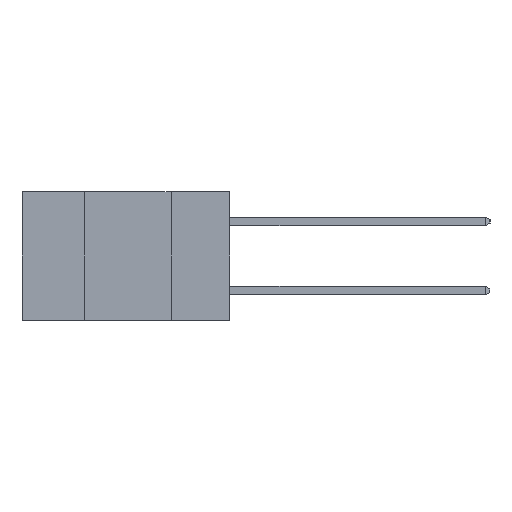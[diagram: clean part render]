
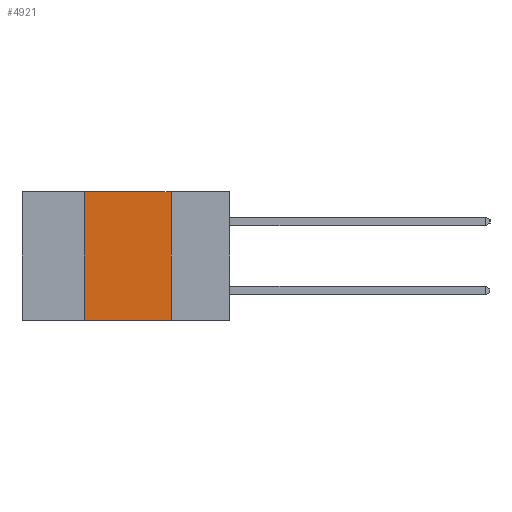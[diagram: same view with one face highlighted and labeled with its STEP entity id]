
A CAD part, left-side view. The second image highlights one B-rep face of the part: STEP entity #4921.
In plain terms, the highlighted planar face has unit normal (-1, 0, 0).
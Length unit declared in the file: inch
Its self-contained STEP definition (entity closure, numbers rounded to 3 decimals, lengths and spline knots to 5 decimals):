
#315 = LINE ( 'NONE', #6335, #2950 ) ;
#397 = CARTESIAN_POINT ( 'NONE',  ( 0., 0.6, 0. ) ) ;
#573 = VERTEX_POINT ( 'NONE', #11543 ) ;
#1421 = LINE ( 'NONE', #13506, #7619 ) ;
#2119 = AXIS2_PLACEMENT_3D ( 'NONE', #4602, #4443, #4519 ) ;
#2950 = VECTOR ( 'NONE', #15075, 39.37008 ) ;
#3009 = CARTESIAN_POINT ( 'NONE',  ( 0., 0.17, 0. ) ) ;
#3639 = FACE_OUTER_BOUND ( 'NONE', #7878, .T. ) ;
#3923 = EDGE_CURVE ( 'NONE', #9139, #4754, #14367, .T. ) ;
#4443 = DIRECTION ( 'NONE',  ( 1., 0., 0. ) ) ;
#4519 = DIRECTION ( 'NONE',  ( 0., 0., -1. ) ) ;
#4602 = CARTESIAN_POINT ( 'NONE',  ( 0., 0.6, 0. ) ) ;
#4754 = VERTEX_POINT ( 'NONE', #3009 ) ;
#4921 = ADVANCED_FACE ( 'NONE', ( #3639 ), #9909, .F. ) ;
#6335 = CARTESIAN_POINT ( 'NONE',  ( 0., 0.42, 0. ) ) ;
#7160 = DIRECTION ( 'NONE',  ( 0., 0., -1. ) ) ;
#7619 = VECTOR ( 'NONE', #12645, 39.37008 ) ;
#7875 = VERTEX_POINT ( 'NONE', #13430 ) ;
#7878 = EDGE_LOOP ( 'NONE', ( #8440, #8676, #13969, #15022 ) ) ;
#7883 = CARTESIAN_POINT ( 'NONE',  ( 0., 0.42, 0. ) ) ;
#8166 = EDGE_CURVE ( 'NONE', #7875, #573, #1421, .T. ) ;
#8431 = VECTOR ( 'NONE', #10562, 39.37008 ) ;
#8440 = ORIENTED_EDGE ( 'NONE', *, *, #13717, .F. ) ;
#8596 = LINE ( 'NONE', #13107, #10977 ) ;
#8676 = ORIENTED_EDGE ( 'NONE', *, *, #3923, .F. ) ;
#9139 = VERTEX_POINT ( 'NONE', #7883 ) ;
#9710 = EDGE_CURVE ( 'NONE', #7875, #9139, #315, .T. ) ;
#9909 = PLANE ( 'NONE',  #2119 ) ;
#10562 = DIRECTION ( 'NONE',  ( 0., -1., 0. ) ) ;
#10977 = VECTOR ( 'NONE', #7160, 39.37008 ) ;
#11543 = CARTESIAN_POINT ( 'NONE',  ( 0., 0.17, -0.37 ) ) ;
#12645 = DIRECTION ( 'NONE',  ( 0., -1., 0. ) ) ;
#13107 = CARTESIAN_POINT ( 'NONE',  ( 0., 0.17, 0. ) ) ;
#13430 = CARTESIAN_POINT ( 'NONE',  ( 0., 0.42, -0.37 ) ) ;
#13506 = CARTESIAN_POINT ( 'NONE',  ( 0., 0.6, -0.37 ) ) ;
#13717 = EDGE_CURVE ( 'NONE', #4754, #573, #8596, .T. ) ;
#13969 = ORIENTED_EDGE ( 'NONE', *, *, #9710, .F. ) ;
#14367 = LINE ( 'NONE', #397, #8431 ) ;
#15022 = ORIENTED_EDGE ( 'NONE', *, *, #8166, .T. ) ;
#15075 = DIRECTION ( 'NONE',  ( 0., 0., 1. ) ) ;
